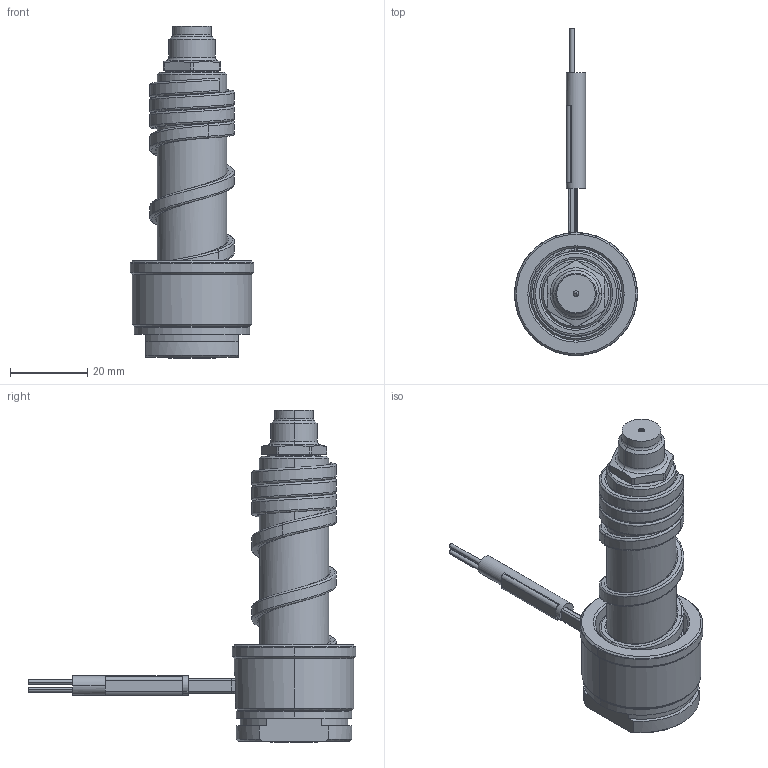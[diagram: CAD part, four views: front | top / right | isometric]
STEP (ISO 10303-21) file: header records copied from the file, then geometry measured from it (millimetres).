
FILE_DESCRIPTION((''),'2;1');
FILE_NAME('SM-86-BES-N','2014-02-24T',('Íàòàëüÿ'),('IMID'),'PRO/ENGINEER BY PARAMETRIC TECHNOLOGY CORPORATION, 2010180','PRO/ENGINEER BY PARAMETRIC TECHNOLOGY CORPORATION, 2010180','');
FILE_SCHEMA(('CONFIG_CONTROL_DESIGN'));
Length unit declared in the file: millimetre
Products named in the file (1): SM-86-BES-N
Bounding box: 32 x 85 x 86.2 mm (x, y, z)
Volume: 30661.9 mm3; surface area: 34192.9 mm2
Topology: 1 solids, 14 shells, 634 faces, 1786 edges, 1122 vertices
Faces by surface type: cylinder 232, cone 120, bspline 98, plane 98, torus 56, revolution 18, extrusion 8, sphere 4
Entity records: 31455 total; most frequent: CARTESIAN_POINT 15550, ORIENTED_EDGE 3480, DIRECTION 3196, EDGE_CURVE 1764, AXIS2_PLACEMENT_3D 1303, VERTEX_POINT 1122, CIRCLE 792, EDGE_LOOP 674
